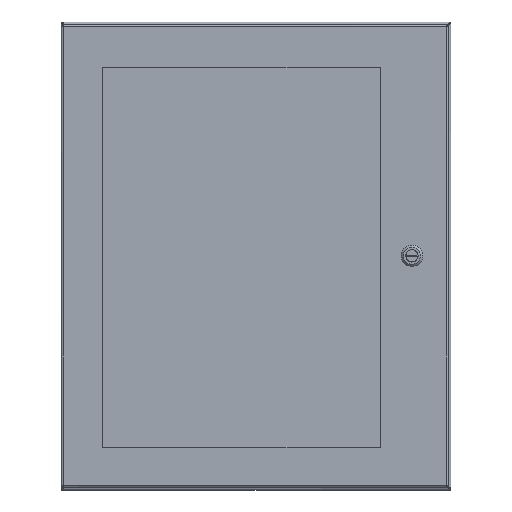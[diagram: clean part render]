
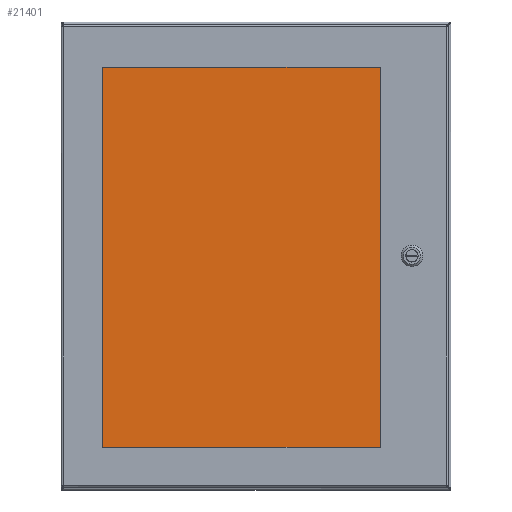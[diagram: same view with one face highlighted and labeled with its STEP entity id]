
A CAD part, top view. The second image highlights one B-rep face of the part: STEP entity #21401.
In plain terms, the highlighted planar face has unit normal (0, 0, 1).
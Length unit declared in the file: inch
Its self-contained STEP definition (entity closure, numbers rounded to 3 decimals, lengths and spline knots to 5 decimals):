
#21259=CARTESIAN_POINT('',(0.0,0.0,0.25));
#21260=VERTEX_POINT('',#21259);
#21261=CARTESIAN_POINT('',(0.,20.5,0.25));
#21262=VERTEX_POINT('',#21261);
#21263=CARTESIAN_POINT('',(0.,0.0,0.25));
#21264=DIRECTION('',(0.0,1.0,0.0));
#21265=VECTOR('',#21264,20.5);
#21266=LINE('',#21263,#21265);
#21267=EDGE_CURVE('',#21260,#21262,#21266,.T.);
#21299=CARTESIAN_POINT('',(15.25,20.5,0.25));
#21300=VERTEX_POINT('',#21299);
#21301=CARTESIAN_POINT('',(0.,20.5,0.25));
#21302=DIRECTION('',(1.0,0.0,0.0));
#21303=VECTOR('',#21302,15.25);
#21304=LINE('',#21301,#21303);
#21305=EDGE_CURVE('',#21262,#21300,#21304,.T.);
#21330=CARTESIAN_POINT('',(15.25,0.,0.25));
#21331=VERTEX_POINT('',#21330);
#21332=CARTESIAN_POINT('',(15.25,20.5,0.25));
#21333=DIRECTION('',(0.0,-1.0,0.0));
#21334=VECTOR('',#21333,20.5);
#21335=LINE('',#21332,#21334);
#21336=EDGE_CURVE('',#21300,#21331,#21335,.T.);
#21361=CARTESIAN_POINT('',(15.25,0.,0.25));
#21362=DIRECTION('',(-1.0,0.0,0.0));
#21363=VECTOR('',#21362,15.25);
#21364=LINE('',#21361,#21363);
#21365=EDGE_CURVE('',#21331,#21260,#21364,.T.);
#21390=CARTESIAN_POINT('',(7.625,10.25,0.25));
#21391=DIRECTION('',(0.0,0.0,1.0));
#21392=DIRECTION('',(1.0,0.0,0.0));
#21393=AXIS2_PLACEMENT_3D('',#21390,#21391,#21392);
#21394=PLANE('',#21393);
#21395=ORIENTED_EDGE('',*,*,#21267,.F.);
#21396=ORIENTED_EDGE('',*,*,#21365,.F.);
#21397=ORIENTED_EDGE('',*,*,#21336,.F.);
#21398=ORIENTED_EDGE('',*,*,#21305,.F.);
#21399=EDGE_LOOP('',(#21395,#21396,#21397,#21398));
#21400=FACE_OUTER_BOUND('',#21399,.T.);
#21401=ADVANCED_FACE('',(#21400),#21394,.T.);
